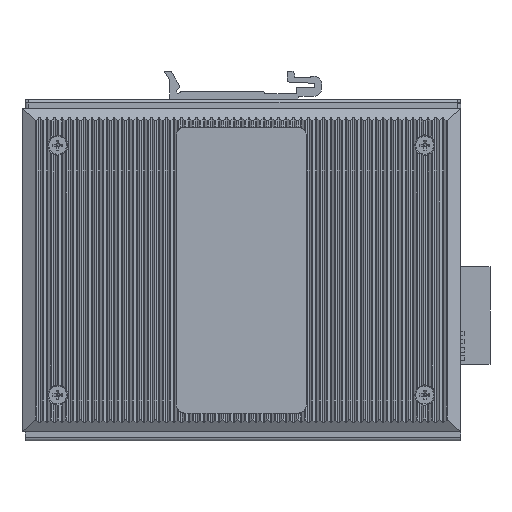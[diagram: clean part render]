
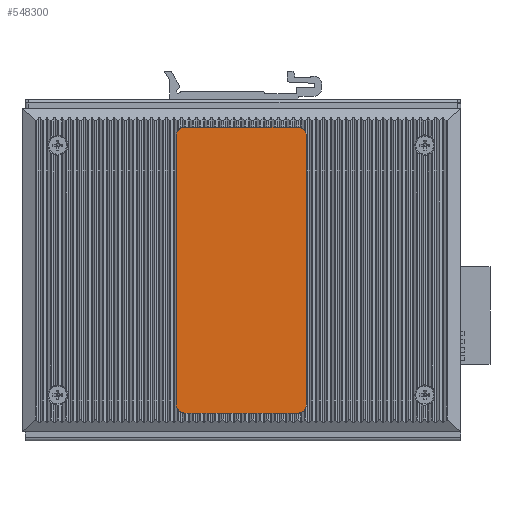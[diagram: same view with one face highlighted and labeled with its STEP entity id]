
A CAD part, front view. The second image highlights one B-rep face of the part: STEP entity #548300.
In plain terms, the highlighted face is planar.
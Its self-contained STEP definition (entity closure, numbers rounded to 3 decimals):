
#546070=CARTESIAN_POINT('',(-17.5,1.45,-44.));
#546080=VERTEX_POINT('',#546070);
#546110=CARTESIAN_POINT('',(-17.5,1.45,-41.5));
#546120=DIRECTION('',(0.,1.,0.));
#546130=DIRECTION('',(0.,0.,-1.));
#546140=AXIS2_PLACEMENT_3D('',#546110,#546120,#546130);
#546150=CIRCLE('',#546140,2.5);
#546160=CARTESIAN_POINT('',(-20.,1.45,-41.5));
#546170=VERTEX_POINT('',#546160);
#546180=EDGE_CURVE('',#546080,#546170,#546150,.T.);
#546570=CARTESIAN_POINT('',(-20.,1.45,-41.5));
#546580=DIRECTION('',(0.,0.,1.));
#546590=VECTOR('',#546580,83.);
#546600=LINE('',#546570,#546590);
#546610=CARTESIAN_POINT('',(-20.,1.45,41.5));
#546620=VERTEX_POINT('',#546610);
#546630=EDGE_CURVE('',#546170,#546620,#546600,.T.);
#547290=CARTESIAN_POINT('',(-17.5,1.45,41.5));
#547300=DIRECTION('',(0.,1.,0.));
#547310=DIRECTION('',(-1.,0.,0.));
#547320=AXIS2_PLACEMENT_3D('',#547290,#547300,#547310);
#547330=CIRCLE('',#547320,2.5);
#547340=CARTESIAN_POINT('',(-17.5,1.45,44.));
#547350=VERTEX_POINT('',#547340);
#547360=EDGE_CURVE('',#546620,#547350,#547330,.T.);
#547800=CARTESIAN_POINT('',(0.,1.45,0.));
#547810=DIRECTION('',(-0.,1.,0.));
#547820=DIRECTION('',(1.,0.,0.));
#547830=AXIS2_PLACEMENT_3D('',#547800,#547810,#547820);
#547840=PLANE('',#547830);
#547850=CARTESIAN_POINT('',(17.45,1.45,-44.));
#547860=DIRECTION('',(-1.,0.,0.));
#547870=VECTOR('',#547860,34.95);
#547880=LINE('',#547850,#547870);
#547890=CARTESIAN_POINT('',(17.45,1.45,-44.));
#547900=VERTEX_POINT('',#547890);
#547910=EDGE_CURVE('',#547900,#546080,#547880,.T.);
#547920=ORIENTED_EDGE('',*,*,#547910,.T.);
#547930=CARTESIAN_POINT('',(17.45,1.45,-41.45));
#547940=DIRECTION('',(0.,1.,0.));
#547950=DIRECTION('',(1.,0.,0.));
#547960=AXIS2_PLACEMENT_3D('',#547930,#547940,#547950);
#547970=CIRCLE('',#547960,2.55);
#547980=CARTESIAN_POINT('',(20.,1.45,-41.45));
#547990=VERTEX_POINT('',#547980);
#548000=EDGE_CURVE('',#547990,#547900,#547970,.T.);
#548010=ORIENTED_EDGE('',*,*,#548000,.T.);
#548020=CARTESIAN_POINT('',(20.,1.45,41.5));
#548030=DIRECTION('',(0.,0.,-1.));
#548040=VECTOR('',#548030,82.95);
#548050=LINE('',#548020,#548040);
#548060=CARTESIAN_POINT('',(20.,1.45,41.5));
#548070=VERTEX_POINT('',#548060);
#548080=EDGE_CURVE('',#548070,#547990,#548050,.T.);
#548090=ORIENTED_EDGE('',*,*,#548080,.T.);
#548100=CARTESIAN_POINT('',(17.5,1.45,41.5));
#548110=DIRECTION('',(0.,1.,0.));
#548120=DIRECTION('',(0.,0.,1.));
#548130=AXIS2_PLACEMENT_3D('',#548100,#548110,#548120);
#548140=CIRCLE('',#548130,2.5);
#548150=CARTESIAN_POINT('',(17.5,1.45,44.));
#548160=VERTEX_POINT('',#548150);
#548170=EDGE_CURVE('',#548160,#548070,#548140,.T.);
#548180=ORIENTED_EDGE('',*,*,#548170,.T.);
#548190=CARTESIAN_POINT('',(-17.5,1.45,44.));
#548200=DIRECTION('',(1.,0.,0.));
#548210=VECTOR('',#548200,35.);
#548220=LINE('',#548190,#548210);
#548230=EDGE_CURVE('',#547350,#548160,#548220,.T.);
#548240=ORIENTED_EDGE('',*,*,#548230,.T.);
#548250=ORIENTED_EDGE('',*,*,#547360,.T.);
#548260=ORIENTED_EDGE('',*,*,#546630,.T.);
#548270=ORIENTED_EDGE('',*,*,#546180,.T.);
#548280=EDGE_LOOP('',(#548270,#548260,#548250,#548240,#548180,#548090,
#548010,#547920));
#548290=FACE_OUTER_BOUND('',#548280,.T.);
#548300=ADVANCED_FACE('',(#548290),#547840,.T.);
